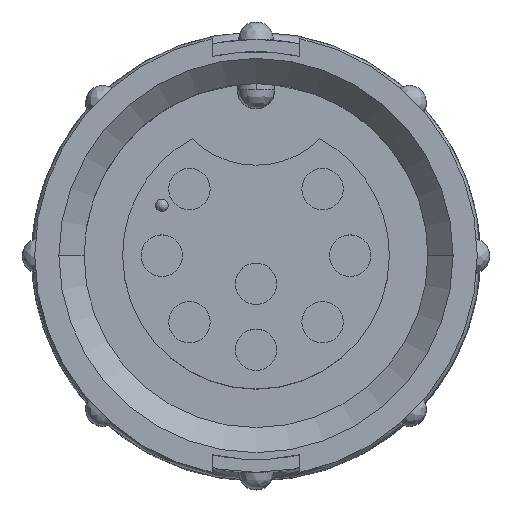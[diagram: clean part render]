
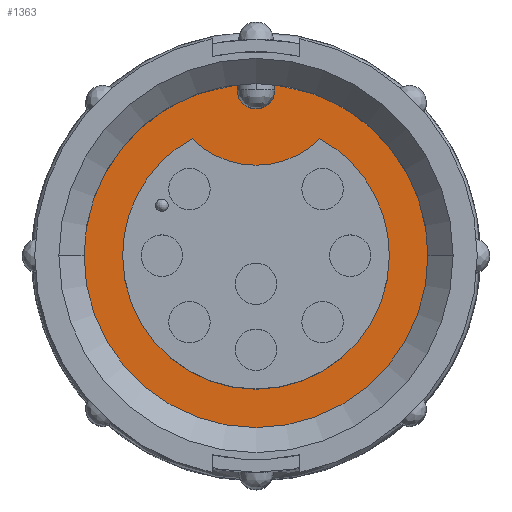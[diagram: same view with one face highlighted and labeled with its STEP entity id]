
A CAD part, top view. The second image highlights one B-rep face of the part: STEP entity #1363.
In plain terms, the highlighted planar face has unit normal (0, 0, 1).
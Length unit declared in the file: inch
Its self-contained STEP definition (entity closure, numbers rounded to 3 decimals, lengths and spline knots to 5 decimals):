
#41 = CIRCLE ( 'NONE', #6502, 0.143 ) ;
#331 = CIRCLE ( 'NONE', #4882, 0.2125 ) ;
#521 = ORIENTED_EDGE ( 'NONE', *, *, #2917, .T. ) ;
#583 = DIRECTION ( 'NONE',  ( 1., 0., 0. ) ) ;
#604 = DIRECTION ( 'NONE',  ( 0., 0., 1. ) ) ;
#631 = CARTESIAN_POINT ( 'NONE',  ( 0., 0., 0.762 ) ) ;
#843 = EDGE_CURVE ( 'NONE', #4394, #3897, #1449, .T. ) ;
#889 = AXIS2_PLACEMENT_3D ( 'NONE', #5050, #1853, #5578 ) ;
#894 = AXIS2_PLACEMENT_3D ( 'NONE', #3586, #3536, #3507 ) ;
#970 = CIRCLE ( 'NONE', #3570, 0.274 ) ;
#973 = DIRECTION ( 'NONE',  ( 0., 1., 0. ) ) ;
#999 = VECTOR ( 'NONE', #1578, 39.37008 ) ;
#1018 = CARTESIAN_POINT ( 'NONE',  ( -0.03, 0., 0.762 ) ) ;
#1029 = ORIENTED_EDGE ( 'NONE', *, *, #1103, .T. ) ;
#1103 = EDGE_CURVE ( 'NONE', #3897, #6471, #6382, .T. ) ;
#1130 = EDGE_CURVE ( 'NONE', #6688, #2596, #4869, .T. ) ;
#1136 = CIRCLE ( 'NONE', #889, 0.274 ) ;
#1363 = ADVANCED_FACE ( 'NONE', ( #6465, #2761 ), #3607, .T. ) ;
#1449 = CIRCLE ( 'NONE', #3782, 0.03 ) ;
#1558 = CARTESIAN_POINT ( 'NONE',  ( -0.274, 0., 0.762 ) ) ;
#1567 = CARTESIAN_POINT ( 'NONE',  ( 0., 0., 0.762 ) ) ;
#1578 = DIRECTION ( 'NONE',  ( 0., -1., 0. ) ) ;
#1610 = VERTEX_POINT ( 'NONE', #4921 ) ;
#1682 = ORIENTED_EDGE ( 'NONE', *, *, #6102, .T. ) ;
#1688 = EDGE_LOOP ( 'NONE', ( #5782, #1805, #1871, #4216 ) ) ;
#1805 = ORIENTED_EDGE ( 'NONE', *, *, #3131, .T. ) ;
#1853 = DIRECTION ( 'NONE',  ( 0., 0., 1. ) ) ;
#1871 = ORIENTED_EDGE ( 'NONE', *, *, #2487, .T. ) ;
#2028 = DIRECTION ( 'NONE',  ( 0., 0., -1. ) ) ;
#2041 = AXIS2_PLACEMENT_3D ( 'NONE', #6259, #6192, #6168 ) ;
#2080 = DIRECTION ( 'NONE',  ( 1., 0., 0. ) ) ;
#2101 = CARTESIAN_POINT ( 'NONE',  ( -0.03, 0.264, 0.762 ) ) ;
#2158 = CARTESIAN_POINT ( 'NONE',  ( 0.2125, 0., 0.762 ) ) ;
#2267 = CIRCLE ( 'NONE', #2041, 0.2125 ) ;
#2306 = VERTEX_POINT ( 'NONE', #2914 ) ;
#2483 = ORIENTED_EDGE ( 'NONE', *, *, #843, .T. ) ;
#2487 = EDGE_CURVE ( 'NONE', #6207, #2306, #2267, .T. ) ;
#2499 = DIRECTION ( 'NONE',  ( 0., 0., 1. ) ) ;
#2596 = VERTEX_POINT ( 'NONE', #5541 ) ;
#2761 = FACE_OUTER_BOUND ( 'NONE', #5266, .T. ) ;
#2914 = CARTESIAN_POINT ( 'NONE',  ( -0.2125, 0., 0.762 ) ) ;
#2917 = EDGE_CURVE ( 'NONE', #4686, #4394, #6591, .T. ) ;
#2922 = DIRECTION ( 'NONE',  ( 1., 0., 0. ) ) ;
#2951 = DIRECTION ( 'NONE',  ( 0., 0., -1. ) ) ;
#2973 = CARTESIAN_POINT ( 'NONE',  ( 0., 0., 0.762 ) ) ;
#3033 = AXIS2_PLACEMENT_3D ( 'NONE', #3686, #2028, #5771 ) ;
#3131 = EDGE_CURVE ( 'NONE', #1610, #6207, #331, .T. ) ;
#3446 = VERTEX_POINT ( 'NONE', #5238 ) ;
#3507 = DIRECTION ( 'NONE',  ( 1., 0., 0. ) ) ;
#3536 = DIRECTION ( 'NONE',  ( 0., 0., 1. ) ) ;
#3570 = AXIS2_PLACEMENT_3D ( 'NONE', #1567, #5274, #2080 ) ;
#3586 = CARTESIAN_POINT ( 'NONE',  ( 0., 0., 0.762 ) ) ;
#3607 = PLANE ( 'NONE',  #894 ) ;
#3686 = CARTESIAN_POINT ( 'NONE',  ( 0., 0., 0.762 ) ) ;
#3739 = EDGE_CURVE ( 'NONE', #2306, #3446, #6586, .T. ) ;
#3782 = AXIS2_PLACEMENT_3D ( 'NONE', #3955, #3942, #3930 ) ;
#3897 = VERTEX_POINT ( 'NONE', #2101 ) ;
#3930 = DIRECTION ( 'NONE',  ( -1., 0., 0. ) ) ;
#3942 = DIRECTION ( 'NONE',  ( 0., 0., -1. ) ) ;
#3955 = CARTESIAN_POINT ( 'NONE',  ( 0., 0.264, 0.762 ) ) ;
#4216 = ORIENTED_EDGE ( 'NONE', *, *, #3739, .T. ) ;
#4364 = AXIS2_PLACEMENT_3D ( 'NONE', #631, #604, #583 ) ;
#4394 = VERTEX_POINT ( 'NONE', #4998 ) ;
#4686 = VERTEX_POINT ( 'NONE', #6367 ) ;
#4869 = CIRCLE ( 'NONE', #4364, 0.274 ) ;
#4882 = AXIS2_PLACEMENT_3D ( 'NONE', #2973, #2951, #2922 ) ;
#4921 = CARTESIAN_POINT ( 'NONE',  ( 0.10177, 0.18654, 0.762 ) ) ;
#4998 = CARTESIAN_POINT ( 'NONE',  ( 0.03, 0.264, 0.762 ) ) ;
#5050 = CARTESIAN_POINT ( 'NONE',  ( 0., 0., 0.762 ) ) ;
#5200 = EDGE_CURVE ( 'NONE', #2596, #4686, #1136, .T. ) ;
#5238 = CARTESIAN_POINT ( 'NONE',  ( -0.10177, 0.18654, 0.762 ) ) ;
#5266 = EDGE_LOOP ( 'NONE', ( #2483, #1029, #1682, #5776, #5902, #521 ) ) ;
#5274 = DIRECTION ( 'NONE',  ( 0., 0., 1. ) ) ;
#5541 = CARTESIAN_POINT ( 'NONE',  ( 0.274, 0., 0.762 ) ) ;
#5578 = DIRECTION ( 'NONE',  ( 1., 0., 0. ) ) ;
#5612 = CARTESIAN_POINT ( 'NONE',  ( -0.03, 0.27235, 0.762 ) ) ;
#5677 = CARTESIAN_POINT ( 'NONE',  ( 0., 0.287, 0.762 ) ) ;
#5771 = DIRECTION ( 'NONE',  ( 1., 0., 0. ) ) ;
#5776 = ORIENTED_EDGE ( 'NONE', *, *, #1130, .T. ) ;
#5782 = ORIENTED_EDGE ( 'NONE', *, *, #6045, .T. ) ;
#5797 = CARTESIAN_POINT ( 'NONE',  ( 0.03, 0., 0.762 ) ) ;
#5902 = ORIENTED_EDGE ( 'NONE', *, *, #5200, .T. ) ;
#6045 = EDGE_CURVE ( 'NONE', #3446, #1610, #41, .T. ) ;
#6102 = EDGE_CURVE ( 'NONE', #6471, #6688, #970, .T. ) ;
#6168 = DIRECTION ( 'NONE',  ( 1., 0., 0. ) ) ;
#6188 = DIRECTION ( 'NONE',  ( 1., 0., 0. ) ) ;
#6192 = DIRECTION ( 'NONE',  ( 0., 0., -1. ) ) ;
#6207 = VERTEX_POINT ( 'NONE', #2158 ) ;
#6219 = VECTOR ( 'NONE', #973, 39.37008 ) ;
#6259 = CARTESIAN_POINT ( 'NONE',  ( 0., 0., 0.762 ) ) ;
#6367 = CARTESIAN_POINT ( 'NONE',  ( 0.03, 0.27235, 0.762 ) ) ;
#6382 = LINE ( 'NONE', #1018, #6219 ) ;
#6465 = FACE_BOUND ( 'NONE', #1688, .T. ) ;
#6471 = VERTEX_POINT ( 'NONE', #5612 ) ;
#6502 = AXIS2_PLACEMENT_3D ( 'NONE', #5677, #2499, #6188 ) ;
#6586 = CIRCLE ( 'NONE', #3033, 0.2125 ) ;
#6591 = LINE ( 'NONE', #5797, #999 ) ;
#6688 = VERTEX_POINT ( 'NONE', #1558 ) ;
